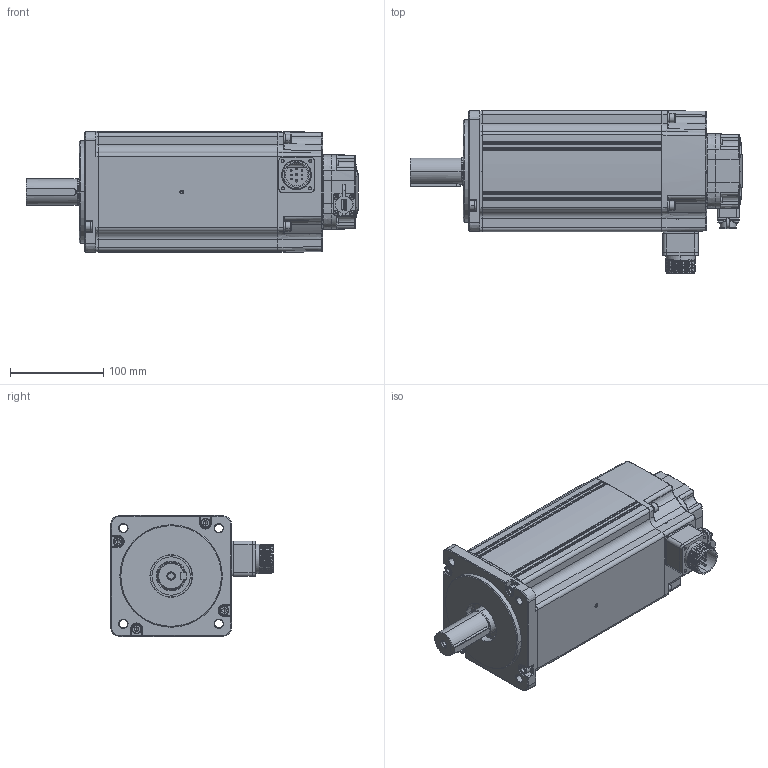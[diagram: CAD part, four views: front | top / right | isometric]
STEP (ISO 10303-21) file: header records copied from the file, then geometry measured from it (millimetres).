
FILE_DESCRIPTION (( 'STEP AP214' ), '1' );
FILE_NAME ('EM3A-50D(±§Õ¢).STEP', '2021-04-28T07:24:00', ( '' ), ( '' ), 'SwSTEP 2.0', 'SolidWorks 2018', '' );
FILE_SCHEMA (( 'AUTOMOTIVE_DESIGN' ));
Length unit declared in the file: millimetre
Products named in the file (2): EM3A-50D(惕掅)
Bounding box: 356.5 x 174.95 x 130 mm (x, y, z)
Surface area: 209870.2 mm2 (no closed solid volume)
Topology: 0 solids, 51 shells, 949 faces, 3191 edges, 2215 vertices
Faces by surface type: cylinder 278, plane 269, bspline 173, cone 144, torus 52, sphere 33
Entity records: 52634 total; most frequent: CARTESIAN_POINT 16169, DIRECTION 5253, ORIENTED_EDGE 5183, EDGE_CURVE 3153, VERTEX_POINT 2212, AXIS2_PLACEMENT_3D 2003, VECTOR 1247, LINE 1247
